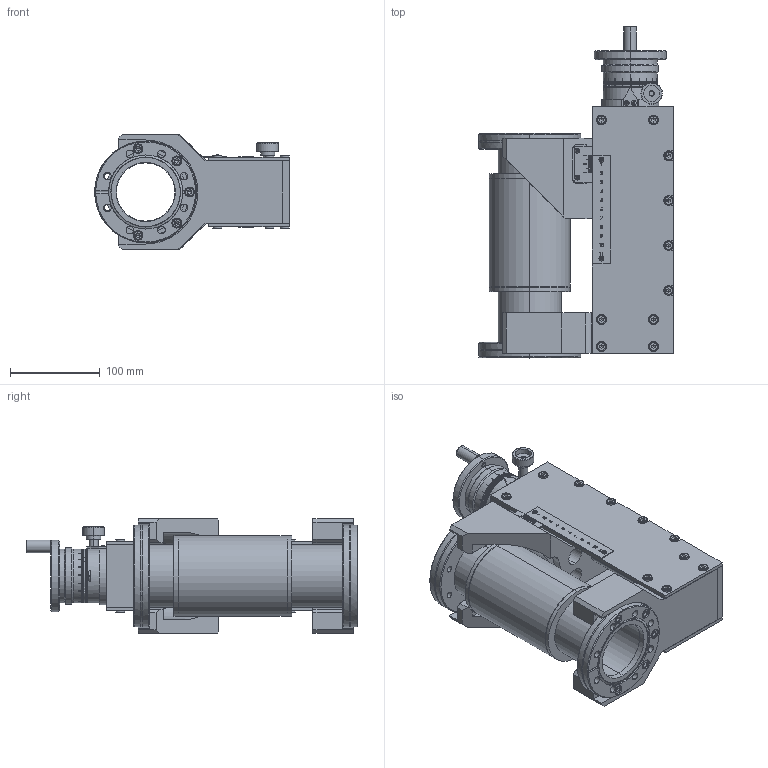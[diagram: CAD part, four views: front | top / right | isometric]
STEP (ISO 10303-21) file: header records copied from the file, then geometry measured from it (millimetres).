
FILE_DESCRIPTION (( 'STEP AP214' ), '1' );
FILE_NAME ('420MZA063-100.stp', '2017-04-28T06:43:17', ( '' ), ( '' ), 'SwSTEP 2.0', 'SolidWorks 2015', '' );
FILE_SCHEMA (( 'AUTOMOTIVE_DESIGN' ));
Length unit declared in the file: millimetre
Products named in the file (1): 420MZA063-100
Bounding box: 216.75 x 369.8 x 128 mm (x, y, z)
Volume: 2663149.2 mm3; surface area: 630720.2 mm2
Topology: 73 solids, 83 shells, 4201 faces, 10876 edges, 6879 vertices
Faces by surface type: plane 2474, cylinder 892, cone 473, bspline 362
Entity records: 185559 total; most frequent: CARTESIAN_POINT 36764, ORIENTED_EDGE 21244, DIRECTION 20960, EDGE_CURVE 10622, AXIS2_PLACEMENT_3D 7159, VERTEX_POINT 6879, VECTOR 6642, LINE 6642
